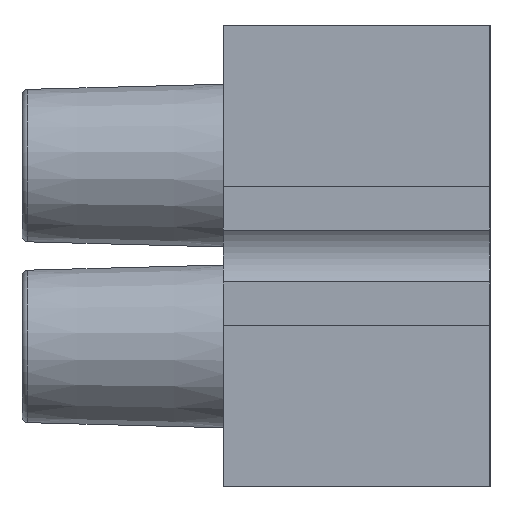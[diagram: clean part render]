
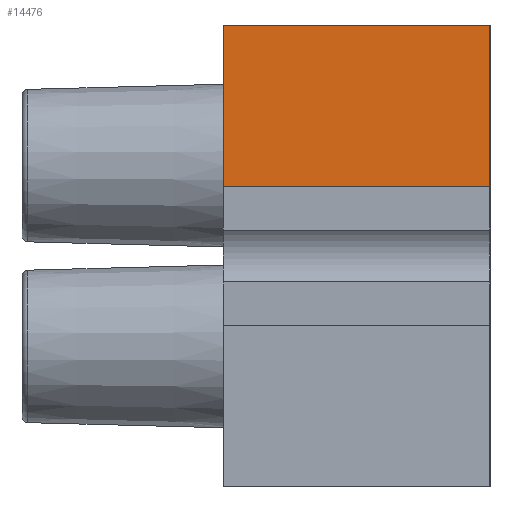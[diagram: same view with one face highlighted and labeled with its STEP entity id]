
A CAD part, left-side view. The second image highlights one B-rep face of the part: STEP entity #14476.
In plain terms, the highlighted planar face has unit normal (-1, 0, 0).
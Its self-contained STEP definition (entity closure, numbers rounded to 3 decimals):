
#617 = CARTESIAN_POINT ( 'NONE',  ( -22.764, 8.85, 2.3 ) ) ;
#775 = DIRECTION ( 'NONE',  ( 0., 1., 0. ) ) ;
#1040 = DIRECTION ( 'NONE',  ( 0., 0., -1. ) ) ;
#1239 = FACE_OUTER_BOUND ( 'NONE', #11277, .T. ) ;
#1271 = VERTEX_POINT ( 'NONE', #617 ) ;
#1294 = ORIENTED_EDGE ( 'NONE', *, *, #5712, .F. ) ;
#1876 = VERTEX_POINT ( 'NONE', #16972 ) ;
#2176 = LINE ( 'NONE', #8208, #6969 ) ;
#2957 = ORIENTED_EDGE ( 'NONE', *, *, #18018, .T. ) ;
#2981 = CARTESIAN_POINT ( 'NONE',  ( -22.764, 0., 2.3 ) ) ;
#3729 = AXIS2_PLACEMENT_3D ( 'NONE', #18749, #4207, #5639 ) ;
#3815 = ORIENTED_EDGE ( 'NONE', *, *, #12943, .F. ) ;
#4207 = DIRECTION ( 'NONE',  ( 1., 0., 0. ) ) ;
#4379 = ORIENTED_EDGE ( 'NONE', *, *, #17730, .T. ) ;
#4430 = CARTESIAN_POINT ( 'NONE',  ( -22.764, 8.85, 7.66 ) ) ;
#4580 = VERTEX_POINT ( 'NONE', #4430 ) ;
#5639 = DIRECTION ( 'NONE',  ( 0., 0., -1. ) ) ;
#5712 = EDGE_CURVE ( 'NONE', #4580, #1876, #14057, .T. ) ;
#6969 = VECTOR ( 'NONE', #1040, 1000. ) ;
#8208 = CARTESIAN_POINT ( 'NONE',  ( -22.764, 8.85, 2.3 ) ) ;
#9722 = VECTOR ( 'NONE', #11660, 1000. ) ;
#10081 = VECTOR ( 'NONE', #10835, 1000. ) ;
#10835 = DIRECTION ( 'NONE',  ( 0., -1., 0. ) ) ;
#11277 = EDGE_LOOP ( 'NONE', ( #2957, #3815, #4379, #1294 ) ) ;
#11478 = LINE ( 'NONE', #13171, #9722 ) ;
#11660 = DIRECTION ( 'NONE',  ( 0., 0., 1. ) ) ;
#11970 = VECTOR ( 'NONE', #775, 1000. ) ;
#12245 = CARTESIAN_POINT ( 'NONE',  ( -22.764, 0., 2.3 ) ) ;
#12943 = EDGE_CURVE ( 'NONE', #15256, #1271, #13854, .T. ) ;
#13171 = CARTESIAN_POINT ( 'NONE',  ( -22.764, 0., 0. ) ) ;
#13854 = LINE ( 'NONE', #12245, #11970 ) ;
#14057 = LINE ( 'NONE', #18572, #10081 ) ;
#14476 = ADVANCED_FACE ( 'NONE', ( #1239 ), #17299, .F. ) ;
#15256 = VERTEX_POINT ( 'NONE', #2981 ) ;
#16972 = CARTESIAN_POINT ( 'NONE',  ( -22.764, 0., 7.66 ) ) ;
#17299 = PLANE ( 'NONE',  #3729 ) ;
#17730 = EDGE_CURVE ( 'NONE', #15256, #1876, #11478, .T. ) ;
#18018 = EDGE_CURVE ( 'NONE', #4580, #1271, #2176, .T. ) ;
#18572 = CARTESIAN_POINT ( 'NONE',  ( -22.764, 8.85, 7.66 ) ) ;
#18749 = CARTESIAN_POINT ( 'NONE',  ( -22.764, 0., 2.3 ) ) ;
